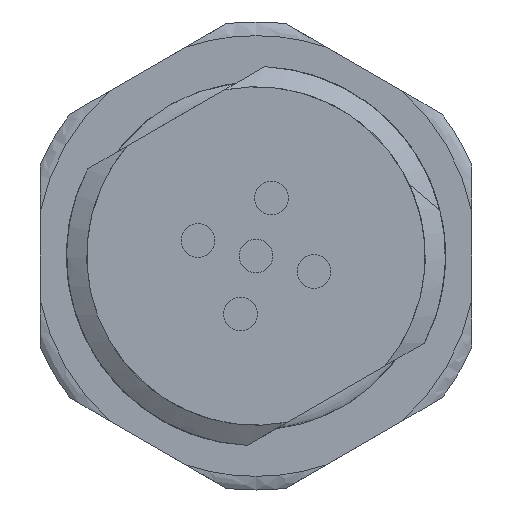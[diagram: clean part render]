
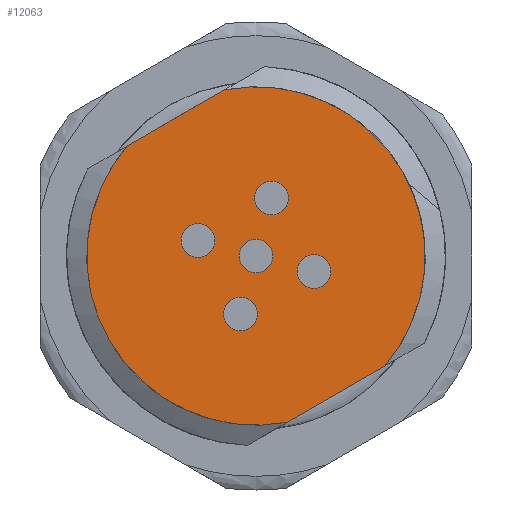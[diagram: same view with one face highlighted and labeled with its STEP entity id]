
A CAD part, front view. The second image highlights one B-rep face of the part: STEP entity #12063.
In plain terms, the highlighted planar face has unit normal (0, -1, 0).
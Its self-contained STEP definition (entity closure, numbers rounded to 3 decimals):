
#2690=DIRECTION('',(-0.866,0.,-0.5));
#2691=VECTOR('',#2690,4.682);
#2692=CARTESIAN_POINT('',(-1.298,-7.,6.93));
#2693=LINE('',#2692,#2691);
#3054=DIRECTION('',(0.866,0.,0.5));
#3055=VECTOR('',#3054,4.682);
#3056=CARTESIAN_POINT('',(1.298,-7.,-6.93));
#3057=LINE('',#3056,#3055);
#3896=CARTESIAN_POINT('',(0.,-7.,0.));
#3897=DIRECTION('',(0.,1.,0.));
#3898=DIRECTION('',(-0.184,0.,0.983));
#3899=AXIS2_PLACEMENT_3D('',#3896,#3897,#3898);
#3901=CARTESIAN_POINT('',(0.,-7.,0.));
#3902=DIRECTION('',(0.,1.,0.));
#3903=DIRECTION('',(0.866,0.,0.5));
#3904=AXIS2_PLACEMENT_3D('',#3901,#3902,#3903);
#3906=CARTESIAN_POINT('',(0.,-7.,0.));
#3907=DIRECTION('',(0.,1.,0.));
#3908=DIRECTION('',(0.184,0.,-0.983));
#3909=AXIS2_PLACEMENT_3D('',#3906,#3907,#3908);
#3911=CARTESIAN_POINT('',(0.,-7.,0.));
#3912=DIRECTION('',(0.,1.,0.));
#3913=DIRECTION('',(-0.866,0.,-0.5));
#3914=AXIS2_PLACEMENT_3D('',#3911,#3912,#3913);
#3916=CARTESIAN_POINT('',(-0.647,-7.,-2.415));
#3917=DIRECTION('',(0.,-1.,0.));
#3918=DIRECTION('',(-0.5,0.,0.866));
#3919=AXIS2_PLACEMENT_3D('',#3916,#3917,#3918);
#3921=CARTESIAN_POINT('',(-0.647,-7.,-2.415));
#3922=DIRECTION('',(0.,-1.,0.));
#3923=DIRECTION('',(0.5,0.,-0.866));
#3924=AXIS2_PLACEMENT_3D('',#3921,#3922,#3923);
#3926=CARTESIAN_POINT('',(-2.415,-7.,0.647));
#3927=DIRECTION('',(0.,-1.,0.));
#3928=DIRECTION('',(-0.5,0.,0.866));
#3929=AXIS2_PLACEMENT_3D('',#3926,#3927,#3928);
#3931=CARTESIAN_POINT('',(-2.415,-7.,0.647));
#3932=DIRECTION('',(0.,-1.,0.));
#3933=DIRECTION('',(0.5,0.,-0.866));
#3934=AXIS2_PLACEMENT_3D('',#3931,#3932,#3933);
#3936=CARTESIAN_POINT('',(0.647,-7.,2.415));
#3937=DIRECTION('',(0.,-1.,0.));
#3938=DIRECTION('',(-0.5,0.,0.866));
#3939=AXIS2_PLACEMENT_3D('',#3936,#3937,#3938);
#3941=CARTESIAN_POINT('',(0.647,-7.,2.415));
#3942=DIRECTION('',(0.,-1.,0.));
#3943=DIRECTION('',(0.5,0.,-0.866));
#3944=AXIS2_PLACEMENT_3D('',#3941,#3942,#3943);
#3946=CARTESIAN_POINT('',(2.415,-7.,-0.647));
#3947=DIRECTION('',(0.,-1.,0.));
#3948=DIRECTION('',(-0.5,0.,0.866));
#3949=AXIS2_PLACEMENT_3D('',#3946,#3947,#3948);
#3951=CARTESIAN_POINT('',(2.415,-7.,-0.647));
#3952=DIRECTION('',(0.,-1.,0.));
#3953=DIRECTION('',(0.5,0.,-0.866));
#3954=AXIS2_PLACEMENT_3D('',#3951,#3952,#3953);
#3956=CARTESIAN_POINT('',(0.,-7.,0.));
#3957=DIRECTION('',(0.,-1.,0.));
#3958=DIRECTION('',(-0.5,0.,0.866));
#3959=AXIS2_PLACEMENT_3D('',#3956,#3957,#3958);
#3961=CARTESIAN_POINT('',(0.,-7.,0.));
#3962=DIRECTION('',(0.,-1.,0.));
#3963=DIRECTION('',(0.5,0.,-0.866));
#3964=AXIS2_PLACEMENT_3D('',#3961,#3962,#3963);
#7477=CARTESIAN_POINT('',(-5.352,-7.,4.589));
#7479=VERTEX_POINT('',#7477);
#7507=CARTESIAN_POINT('',(-1.298,-7.,6.93));
#7508=VERTEX_POINT('',#7507);
#7509=CARTESIAN_POINT('',(-6.105,-7.,-3.525));
#7510=VERTEX_POINT('',#7509);
#7511=CARTESIAN_POINT('',(1.298,-7.,-6.93));
#7512=VERTEX_POINT('',#7511);
#7516=CARTESIAN_POINT('',(6.105,-7.,3.525));
#7517=VERTEX_POINT('',#7516);
#7518=CARTESIAN_POINT('',(5.352,-7.,-4.589));
#7519=VERTEX_POINT('',#7518);
#7520=CARTESIAN_POINT('',(-0.997,-7.,-1.809));
#7521=CARTESIAN_POINT('',(-0.297,-7.,-3.021));
#7522=VERTEX_POINT('',#7520);
#7523=VERTEX_POINT('',#7521);
#7524=CARTESIAN_POINT('',(-2.765,-7.,1.253));
#7525=CARTESIAN_POINT('',(-2.065,-7.,0.041));
#7526=VERTEX_POINT('',#7524);
#7527=VERTEX_POINT('',#7525);
#7528=CARTESIAN_POINT('',(0.297,-7.,3.021));
#7529=CARTESIAN_POINT('',(0.997,-7.,1.809));
#7530=VERTEX_POINT('',#7528);
#7531=VERTEX_POINT('',#7529);
#7532=CARTESIAN_POINT('',(2.065,-7.,-0.041));
#7533=CARTESIAN_POINT('',(2.765,-7.,-1.253));
#7534=VERTEX_POINT('',#7532);
#7535=VERTEX_POINT('',#7533);
#7536=CARTESIAN_POINT('',(-0.35,-7.,0.606));
#7537=CARTESIAN_POINT('',(0.35,-7.,-0.606));
#7538=VERTEX_POINT('',#7536);
#7539=VERTEX_POINT('',#7537);
#12018=CARTESIAN_POINT('',(0.,-7.,0.));
#12019=DIRECTION('',(0.,-1.,0.));
#12020=DIRECTION('',(0.866,0.,0.5));
#12021=AXIS2_PLACEMENT_3D('',#12018,#12019,#12020);
#12022=PLANE('',#12021);
#12023=ORIENTED_EDGE('',*,*,#10739,.F.);
#12024=ORIENTED_EDGE('',*,*,#11922,.T.);
#12025=ORIENTED_EDGE('',*,*,#11920,.T.);
#12026=ORIENTED_EDGE('',*,*,#11160,.F.);
#12028=ORIENTED_EDGE('',*,*,#12027,.T.);
#12030=ORIENTED_EDGE('',*,*,#12029,.T.);
#12031=EDGE_LOOP('',(#12023,#12024,#12025,#12026,#12028,#12030));
#12032=FACE_OUTER_BOUND('',#12031,.F.);
#12034=ORIENTED_EDGE('',*,*,#12033,.T.);
#12036=ORIENTED_EDGE('',*,*,#12035,.T.);
#12037=EDGE_LOOP('',(#12034,#12036));
#12038=FACE_BOUND('',#12037,.F.);
#12040=ORIENTED_EDGE('',*,*,#12039,.T.);
#12042=ORIENTED_EDGE('',*,*,#12041,.T.);
#12043=EDGE_LOOP('',(#12040,#12042));
#12044=FACE_BOUND('',#12043,.F.);
#12046=ORIENTED_EDGE('',*,*,#12045,.T.);
#12048=ORIENTED_EDGE('',*,*,#12047,.T.);
#12049=EDGE_LOOP('',(#12046,#12048));
#12050=FACE_BOUND('',#12049,.F.);
#12052=ORIENTED_EDGE('',*,*,#12051,.T.);
#12054=ORIENTED_EDGE('',*,*,#12053,.T.);
#12055=EDGE_LOOP('',(#12052,#12054));
#12056=FACE_BOUND('',#12055,.F.);
#12058=ORIENTED_EDGE('',*,*,#12057,.T.);
#12060=ORIENTED_EDGE('',*,*,#12059,.T.);
#12061=EDGE_LOOP('',(#12058,#12060));
#12062=FACE_BOUND('',#12061,.F.);
#3900=CIRCLE('',#3899,7.05);
#3905=CIRCLE('',#3904,7.05);
#3910=CIRCLE('',#3909,7.05);
#3915=CIRCLE('',#3914,7.05);
#3920=CIRCLE('',#3919,0.7);
#3925=CIRCLE('',#3924,0.7);
#3930=CIRCLE('',#3929,0.7);
#3935=CIRCLE('',#3934,0.7);
#3940=CIRCLE('',#3939,0.7);
#3945=CIRCLE('',#3944,0.7);
#3950=CIRCLE('',#3949,0.7);
#3955=CIRCLE('',#3954,0.7);
#3960=CIRCLE('',#3959,0.7);
#3965=CIRCLE('',#3964,0.7);
#10739=EDGE_CURVE('',#7508,#7479,#2693,.T.);
#11160=EDGE_CURVE('',#7512,#7519,#3057,.T.);
#11920=EDGE_CURVE('',#7517,#7519,#3905,.T.);
#11922=EDGE_CURVE('',#7508,#7517,#3900,.T.);
#12027=EDGE_CURVE('',#7512,#7510,#3910,.T.);
#12029=EDGE_CURVE('',#7510,#7479,#3915,.T.);
#12033=EDGE_CURVE('',#7522,#7523,#3920,.T.);
#12035=EDGE_CURVE('',#7523,#7522,#3925,.T.);
#12039=EDGE_CURVE('',#7526,#7527,#3930,.T.);
#12041=EDGE_CURVE('',#7527,#7526,#3935,.T.);
#12045=EDGE_CURVE('',#7530,#7531,#3940,.T.);
#12047=EDGE_CURVE('',#7531,#7530,#3945,.T.);
#12051=EDGE_CURVE('',#7534,#7535,#3950,.T.);
#12053=EDGE_CURVE('',#7535,#7534,#3955,.T.);
#12057=EDGE_CURVE('',#7538,#7539,#3960,.T.);
#12059=EDGE_CURVE('',#7539,#7538,#3965,.T.);
#12063=ADVANCED_FACE('',(#12032,#12038,#12044,#12050,#12056,#12062),#12022,.T.);
